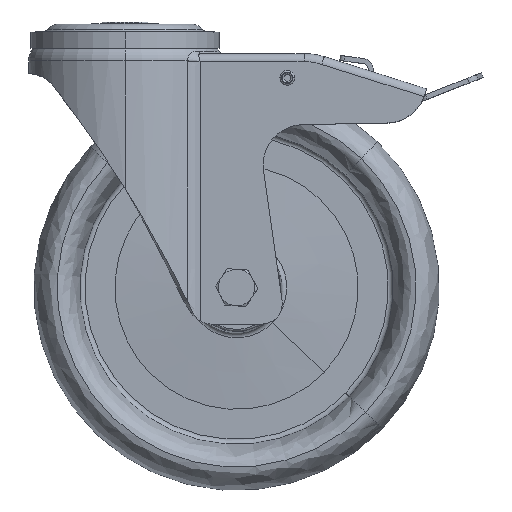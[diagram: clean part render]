
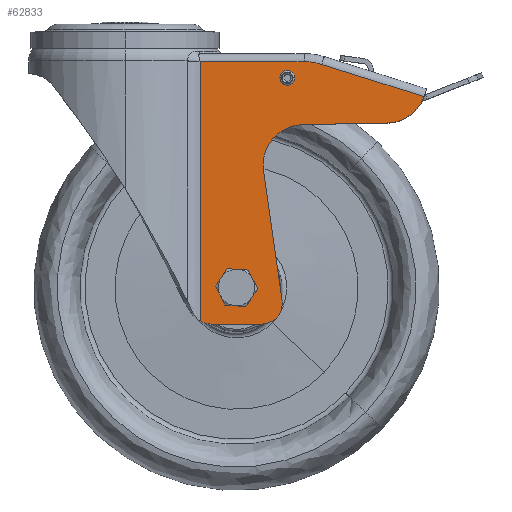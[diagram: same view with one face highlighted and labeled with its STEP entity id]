
A CAD part, top view. The second image highlights one B-rep face of the part: STEP entity #62833.
In plain terms, the highlighted planar face has unit normal (0, 0, 1).
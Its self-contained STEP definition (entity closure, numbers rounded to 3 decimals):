
#112 = CARTESIAN_POINT ( 'NONE',  ( 129.074, -49.899, 34. ) ) ;
#435 = CARTESIAN_POINT ( 'NONE',  ( 88.271, -19.6, 34. ) ) ;
#884 = DIRECTION ( 'NONE',  ( 0., 0., -1. ) ) ;
#924 = AXIS2_PLACEMENT_3D ( 'NONE', #60061, #46020, #39787 ) ;
#1208 = DIRECTION ( 'NONE',  ( 0., -1., 0. ) ) ;
#1286 = DIRECTION ( 'NONE',  ( -1., 0., 0. ) ) ;
#2191 = CARTESIAN_POINT ( 'NONE',  ( 80., -27.6, 34. ) ) ;
#2401 = VERTEX_POINT ( 'NONE', #18143 ) ;
#2494 = CARTESIAN_POINT ( 'NONE',  ( 37.017, -147.359, 34. ) ) ;
#3010 = VECTOR ( 'NONE', #14756, 1000. ) ;
#3387 = LINE ( 'NONE', #27509, #15850 ) ;
#3674 = EDGE_CURVE ( 'NONE', #54863, #47315, #27132, .T. ) ;
#4216 = ORIENTED_EDGE ( 'NONE', *, *, #42832, .F. ) ;
#4293 = AXIS2_PLACEMENT_3D ( 'NONE', #21473, #10741, #1286 ) ;
#4709 = EDGE_CURVE ( 'NONE', #15988, #32531, #3387, .T. ) ;
#5155 = DIRECTION ( 'NONE',  ( 0., 0., 1. ) ) ;
#5211 = CARTESIAN_POINT ( 'NONE',  ( 96.991, -20.942, 34. ) ) ;
#6157 = CARTESIAN_POINT ( 'NONE',  ( 68.25, -73.425, 34. ) ) ;
#7865 = EDGE_CURVE ( 'NONE', #23365, #54863, #57721, .T. ) ;
#8368 = DIRECTION ( 'NONE',  ( 1., 0., 0. ) ) ;
#8388 = CIRCLE ( 'NONE', #39657, 29. ) ;
#8433 = VERTEX_POINT ( 'NONE', #18261 ) ;
#8616 = VERTEX_POINT ( 'NONE', #35551 ) ;
#8755 = CARTESIAN_POINT ( 'NONE',  ( 77.4, -27.6, 34. ) ) ;
#10378 = EDGE_CURVE ( 'NONE', #19004, #47315, #40547, .T. ) ;
#10702 = DIRECTION ( 'NONE',  ( 0.937, -0.348, 0. ) ) ;
#10741 = DIRECTION ( 'NONE',  ( 0., 0., 1. ) ) ;
#12610 = DIRECTION ( 'NONE',  ( -1., 0., 0. ) ) ;
#13437 = VECTOR ( 'NONE', #12610, 1000. ) ;
#13463 = DIRECTION ( 'NONE',  ( -1., -0.017, 0. ) ) ;
#14756 = DIRECTION ( 'NONE',  ( -1., 0., 0. ) ) ;
#14952 = AXIS2_PLACEMENT_3D ( 'NONE', #64341, #37636, #34586 ) ;
#15101 = EDGE_CURVE ( 'NONE', #27281, #19004, #55935, .T. ) ;
#15174 = ORIENTED_EDGE ( 'NONE', *, *, #54465, .F. ) ;
#15195 = ORIENTED_EDGE ( 'NONE', *, *, #29379, .F. ) ;
#15570 = CARTESIAN_POINT ( 'NONE',  ( 55., -131., 34. ) ) ;
#15579 = FACE_BOUND ( 'NONE', #43543, .T. ) ;
#15848 = VERTEX_POINT ( 'NONE', #48457 ) ;
#15850 = VECTOR ( 'NONE', #13463, 1000. ) ;
#15988 = VERTEX_POINT ( 'NONE', #112 ) ;
#18143 = CARTESIAN_POINT ( 'NONE',  ( 77.405, -137.588, 34. ) ) ;
#18261 = CARTESIAN_POINT ( 'NONE',  ( 82.6, -27.6, 34. ) ) ;
#18726 = CARTESIAN_POINT ( 'NONE',  ( 68.25, -73.425, 34. ) ) ;
#18848 = EDGE_CURVE ( 'NONE', #8433, #57122, #50658, .T. ) ;
#19004 = VERTEX_POINT ( 'NONE', #56353 ) ;
#19524 = DIRECTION ( 'NONE',  ( 0., 0., -1. ) ) ;
#19625 = ORIENTED_EDGE ( 'NONE', *, *, #50590, .F. ) ;
#20283 = CARTESIAN_POINT ( 'NONE',  ( 37.017, -147.359, 34. ) ) ;
#21273 = VERTEX_POINT ( 'NONE', #6157 ) ;
#21473 = CARTESIAN_POINT ( 'NONE',  ( 55., -131., 34. ) ) ;
#22021 = ORIENTED_EDGE ( 'NONE', *, *, #18848, .F. ) ;
#22327 = CARTESIAN_POINT ( 'NONE',  ( 37.016, -104.773, 34. ) ) ;
#22805 = ORIENTED_EDGE ( 'NONE', *, *, #44939, .F. ) ;
#22906 = AXIS2_PLACEMENT_3D ( 'NONE', #45974, #884, #1208 ) ;
#23365 = VERTEX_POINT ( 'NONE', #28408 ) ;
#23418 = VECTOR ( 'NONE', #40498, 1000. ) ;
#23801 = ORIENTED_EDGE ( 'NONE', *, *, #4709, .F. ) ;
#25302 = EDGE_CURVE ( 'NONE', #57122, #8433, #26414, .T. ) ;
#25943 = CARTESIAN_POINT ( 'NONE',  ( 88.271, -19.6, 34. ) ) ;
#26290 = CARTESIAN_POINT ( 'NONE',  ( 37.015, -19.6, 34. ) ) ;
#26396 = ORIENTED_EDGE ( 'NONE', *, *, #42858, .F. ) ;
#26414 = CIRCLE ( 'NONE', #14952, 2.6 ) ;
#27132 = CIRCLE ( 'NONE', #22906, 10. ) ;
#27281 = VERTEX_POINT ( 'NONE', #25943 ) ;
#27457 = EDGE_LOOP ( 'NONE', ( #40165, #22021 ) ) ;
#27490 = CARTESIAN_POINT ( 'NONE',  ( 42.505, -149., 34. ) ) ;
#27509 = CARTESIAN_POINT ( 'NONE',  ( 129.074, -49.899, 34. ) ) ;
#27662 = CIRCLE ( 'NONE', #55886, 20. ) ;
#28198 = VECTOR ( 'NONE', #43288, 1000. ) ;
#28283 = DIRECTION ( 'NONE',  ( 0., 0., -1. ) ) ;
#28286 = ORIENTED_EDGE ( 'NONE', *, *, #7865, .F. ) ;
#28408 = CARTESIAN_POINT ( 'NONE',  ( 67.505, -149., 34. ) ) ;
#29379 = EDGE_CURVE ( 'NONE', #8616, #15988, #62650, .T. ) ;
#29937 = CARTESIAN_POINT ( 'NONE',  ( 128.734, -29.902, 34. ) ) ;
#30081 = EDGE_LOOP ( 'NONE', ( #26396, #4216, #22805, #23801, #15195, #62682, #15174, #52289, #34651, #57150, #28286 ) ) ;
#30730 = CARTESIAN_POINT ( 'NONE',  ( 96.991, -20.942, 34. ) ) ;
#31165 = VERTEX_POINT ( 'NONE', #30730 ) ;
#32415 = CIRCLE ( 'NONE', #36579, 10. ) ;
#32531 = VERTEX_POINT ( 'NONE', #49226 ) ;
#34586 = DIRECTION ( 'NONE',  ( -1., 0., 0. ) ) ;
#34651 = ORIENTED_EDGE ( 'NONE', *, *, #10378, .T. ) ;
#35551 = CARTESIAN_POINT ( 'NONE',  ( 147.483, -36.862, 34. ) ) ;
#36579 = AXIS2_PLACEMENT_3D ( 'NONE', #38665, #48171, #57972 ) ;
#37445 = DIRECTION ( 'NONE',  ( -0.017, 1., 0. ) ) ;
#37636 = DIRECTION ( 'NONE',  ( 0., 0., 1. ) ) ;
#38108 = DIRECTION ( 'NONE',  ( 0., 0., 1. ) ) ;
#38665 = CARTESIAN_POINT ( 'NONE',  ( 67.505, -139., 34. ) ) ;
#38673 = AXIS2_PLACEMENT_3D ( 'NONE', #29937, #19524, #10702 ) ;
#38765 = DIRECTION ( 'NONE',  ( 0., 1., 0. ) ) ;
#39380 = VERTEX_POINT ( 'NONE', #56772 ) ;
#39657 = AXIS2_PLACEMENT_3D ( 'NONE', #53167, #28283, #38765 ) ;
#39787 = DIRECTION ( 'NONE',  ( 1., 0., 0. ) ) ;
#40105 = PLANE ( 'NONE',  #924 ) ;
#40165 = ORIENTED_EDGE ( 'NONE', *, *, #25302, .F. ) ;
#40498 = DIRECTION ( 'NONE',  ( 0.954, -0.301, 0. ) ) ;
#40547 = B_SPLINE_CURVE_WITH_KNOTS ( 'NONE', 3,
 ( #26290, #52464, #22327, #2494 ),
 .UNSPECIFIED., .F., .F.,
 ( 4, 4 ),
 ( 0., 1. ),
 .UNSPECIFIED. ) ;
#42043 = DIRECTION ( 'NONE',  ( 0., 0., 1. ) ) ;
#42063 = CARTESIAN_POINT ( 'NONE',  ( 88.05, -70.6, 34. ) ) ;
#42832 = EDGE_CURVE ( 'NONE', #21273, #2401, #59257, .T. ) ;
#42858 = EDGE_CURVE ( 'NONE', #2401, #23365, #32415, .T. ) ;
#43288 = DIRECTION ( 'NONE',  ( 0.141, -0.99, 0. ) ) ;
#43543 = EDGE_LOOP ( 'NONE', ( #53394, #19625 ) ) ;
#44382 = AXIS2_PLACEMENT_3D ( 'NONE', #2191, #42043, #8368 ) ;
#44939 = EDGE_CURVE ( 'NONE', #32531, #21273, #27662, .T. ) ;
#45365 = FACE_OUTER_BOUND ( 'NONE', #30081, .T. ) ;
#45974 = CARTESIAN_POINT ( 'NONE',  ( 42.505, -139., 34. ) ) ;
#46020 = DIRECTION ( 'NONE',  ( 0., 0., 1. ) ) ;
#47315 = VERTEX_POINT ( 'NONE', #20283 ) ;
#47589 = CARTESIAN_POINT ( 'NONE',  ( 55.005, -149., 34. ) ) ;
#47691 = AXIS2_PLACEMENT_3D ( 'NONE', #15570, #5155, #64313 ) ;
#47778 = EDGE_CURVE ( 'NONE', #39380, #15848, #56435, .T. ) ;
#48171 = DIRECTION ( 'NONE',  ( 0., 0., -1. ) ) ;
#48457 = CARTESIAN_POINT ( 'NONE',  ( 61.1, -131., 34. ) ) ;
#49226 = CARTESIAN_POINT ( 'NONE',  ( 87.71, -50.603, 34. ) ) ;
#49657 = EDGE_CURVE ( 'NONE', #31165, #8616, #50292, .T. ) ;
#50292 = LINE ( 'NONE', #5211, #23418 ) ;
#50590 = EDGE_CURVE ( 'NONE', #15848, #39380, #51804, .T. ) ;
#50658 = CIRCLE ( 'NONE', #44382, 2.6 ) ;
#51804 = CIRCLE ( 'NONE', #47691, 6.1 ) ;
#52289 = ORIENTED_EDGE ( 'NONE', *, *, #15101, .T. ) ;
#52464 = CARTESIAN_POINT ( 'NONE',  ( 37.016, -62.186, 34. ) ) ;
#53167 = CARTESIAN_POINT ( 'NONE',  ( 88.271, -48.6, 34. ) ) ;
#53394 = ORIENTED_EDGE ( 'NONE', *, *, #47778, .F. ) ;
#54465 = EDGE_CURVE ( 'NONE', #27281, #31165, #8388, .T. ) ;
#54863 = VERTEX_POINT ( 'NONE', #27490 ) ;
#55789 = FACE_BOUND ( 'NONE', #27457, .T. ) ;
#55886 = AXIS2_PLACEMENT_3D ( 'NONE', #42063, #38108, #37445 ) ;
#55935 = LINE ( 'NONE', #435, #3010 ) ;
#56353 = CARTESIAN_POINT ( 'NONE',  ( 37.015, -19.6, 34. ) ) ;
#56435 = CIRCLE ( 'NONE', #4293, 6.1 ) ;
#56772 = CARTESIAN_POINT ( 'NONE',  ( 48.9, -131., 34. ) ) ;
#57122 = VERTEX_POINT ( 'NONE', #8755 ) ;
#57150 = ORIENTED_EDGE ( 'NONE', *, *, #3674, .F. ) ;
#57721 = LINE ( 'NONE', #47589, #13437 ) ;
#57972 = DIRECTION ( 'NONE',  ( 0.99, 0.141, 0. ) ) ;
#59257 = LINE ( 'NONE', #18726, #28198 ) ;
#60061 = CARTESIAN_POINT ( 'NONE',  ( 0., -165.6, 34. ) ) ;
#62650 = CIRCLE ( 'NONE', #38673, 20. ) ;
#62682 = ORIENTED_EDGE ( 'NONE', *, *, #49657, .F. ) ;
#62833 = ADVANCED_FACE ( 'NONE', ( #55789, #15579, #45365 ), #40105, .T. ) ;
#64313 = DIRECTION ( 'NONE',  ( 1., 0., 0. ) ) ;
#64341 = CARTESIAN_POINT ( 'NONE',  ( 80., -27.6, 34. ) ) ;
